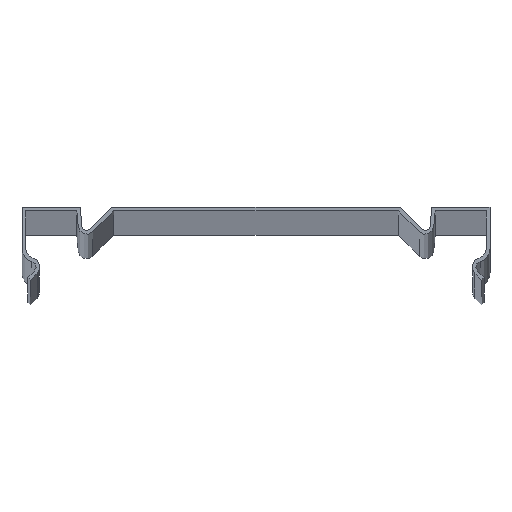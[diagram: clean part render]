
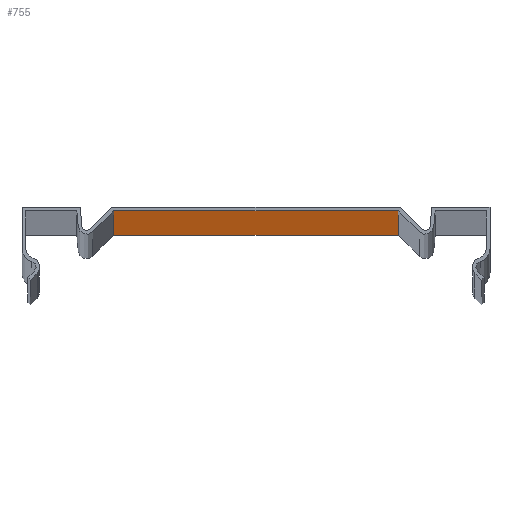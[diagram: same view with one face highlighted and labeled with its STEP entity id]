
A CAD part, top view. The second image highlights one B-rep face of the part: STEP entity #755.
In plain terms, the highlighted planar face has unit normal (0, -1, 0).
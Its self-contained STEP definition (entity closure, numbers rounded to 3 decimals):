
#50=FACE_OUTER_BOUND('',#88,.T.);
#88=EDGE_LOOP('',(#474,#475,#476,#477));
#126=LINE('',#1092,#210);
#127=LINE('',#1094,#211);
#128=LINE('',#1096,#212);
#129=LINE('',#1097,#213);
#210=VECTOR('',#882,10.);
#211=VECTOR('',#883,10.);
#212=VECTOR('',#884,10.);
#213=VECTOR('',#885,10.);
#294=VERTEX_POINT('',#1090);
#295=VERTEX_POINT('',#1091);
#296=VERTEX_POINT('',#1093);
#297=VERTEX_POINT('',#1095);
#366=EDGE_CURVE('',#294,#295,#126,.T.);
#367=EDGE_CURVE('',#296,#295,#127,.T.);
#368=EDGE_CURVE('',#296,#297,#128,.T.);
#369=EDGE_CURVE('',#297,#294,#129,.T.);
#474=ORIENTED_EDGE('',*,*,#366,.T.);
#475=ORIENTED_EDGE('',*,*,#367,.F.);
#476=ORIENTED_EDGE('',*,*,#368,.T.);
#477=ORIENTED_EDGE('',*,*,#369,.T.);
#690=PLANE('',#816);
#755=ADVANCED_FACE('',(#50),#690,.F.);
#816=AXIS2_PLACEMENT_3D('',#1089,#880,#881);
#880=DIRECTION('center_axis',(0.,1.,0.));
#881=DIRECTION('ref_axis',(1.,0.,0.));
#882=DIRECTION('',(1.,0.,0.));
#883=DIRECTION('',(0.,0.,-1.));
#884=DIRECTION('',(-1.,0.,0.));
#885=DIRECTION('',(0.,0.,-1.));
#1089=CARTESIAN_POINT('Origin',(-30.033,0.,
0.));
#1090=CARTESIAN_POINT('',(-30.447,0.,-3000.));
#1091=CARTESIAN_POINT('',(30.447,0.,-3000.));
#1092=CARTESIAN_POINT('',(0.,0.,-3000.));
#1093=CARTESIAN_POINT('',(30.447,0.,0.));
#1094=CARTESIAN_POINT('',(30.447,0.,0.));
#1095=CARTESIAN_POINT('',(-30.447,0.,0.));
#1096=CARTESIAN_POINT('',(30.033,0.,0.));
#1097=CARTESIAN_POINT('',(-30.447,0.,0.));
